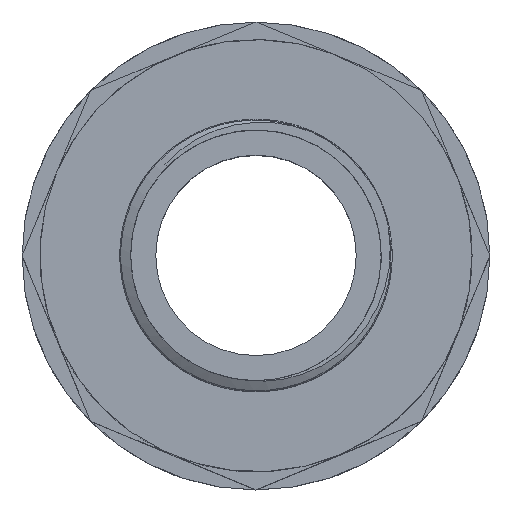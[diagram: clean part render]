
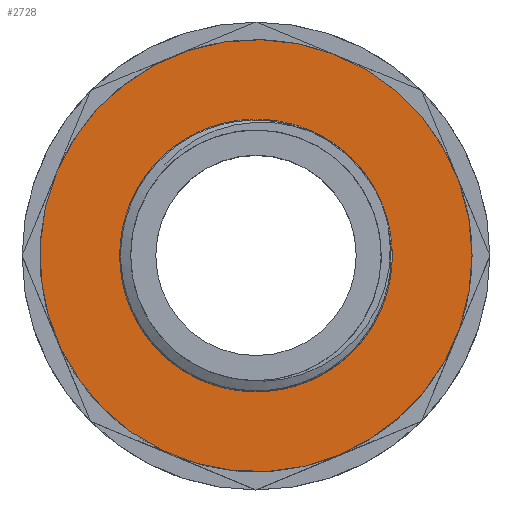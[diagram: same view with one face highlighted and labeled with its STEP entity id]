
A CAD part, top view. The second image highlights one B-rep face of the part: STEP entity #2728.
In plain terms, the highlighted planar face has unit normal (0, 0, 1).
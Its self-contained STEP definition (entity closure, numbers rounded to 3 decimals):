
#886 = CARTESIAN_POINT ( 'NONE',  ( 0., 0., 31. ) ) ;
#887 = FACE_BOUND ( 'NONE', #3034, .T. ) ;
#891 = FACE_OUTER_BOUND ( 'NONE', #3021, .T. ) ;
#892 = PLANE ( 'NONE',  #6166 ) ;
#894 = DIRECTION ( 'NONE',  ( 0., 0., 1. ) ) ;
#895 = DIRECTION ( 'NONE',  ( 1., 0., 0. ) ) ;
#2307 = CARTESIAN_POINT ( 'NONE',  ( 0., 0., 31. ) ) ;
#2308 = DIRECTION ( 'NONE',  ( 0., 0., 1. ) ) ;
#2309 = DIRECTION ( 'NONE',  ( 1., 0., 0. ) ) ;
#2311 = CARTESIAN_POINT ( 'NONE',  ( 0., 0., 31. ) ) ;
#2312 = DIRECTION ( 'NONE',  ( 0., 0., 1. ) ) ;
#2313 = DIRECTION ( 'NONE',  ( 1., 0., 0. ) ) ;
#2631 = EDGE_CURVE ( 'NONE', #5862, #5862, #6096, .T. ) ;
#2632 = EDGE_CURVE ( 'NONE', #5864, #5864, #6050, .T. ) ;
#2728 = ADVANCED_FACE ( 'NONE', ( #891, #887 ), #892, .T. ) ;
#2886 = ORIENTED_EDGE ( 'NONE', *, *, #2631, .T. ) ;
#2919 = ORIENTED_EDGE ( 'NONE', *, *, #2632, .F. ) ;
#3021 = EDGE_LOOP ( 'NONE', ( #2886 ) ) ;
#3034 = EDGE_LOOP ( 'NONE', ( #2919 ) ) ;
#5862 = VERTEX_POINT ( 'NONE', #5865 ) ;
#5864 = VERTEX_POINT ( 'NONE', #5867 ) ;
#5865 = CARTESIAN_POINT ( 'NONE',  ( 25.869, 0., 31. ) ) ;
#5867 = CARTESIAN_POINT ( 'NONE',  ( 16., 0., 31. ) ) ;
#6050 = CIRCLE ( 'NONE', #6067, 16. ) ;
#6067 = AXIS2_PLACEMENT_3D ( 'NONE', #2311, #2312, #2313 ) ;
#6068 = AXIS2_PLACEMENT_3D ( 'NONE', #2307, #2308, #2309 ) ;
#6096 = CIRCLE ( 'NONE', #6068, 25.869 ) ;
#6166 = AXIS2_PLACEMENT_3D ( 'NONE', #886, #894, #895 ) ;
